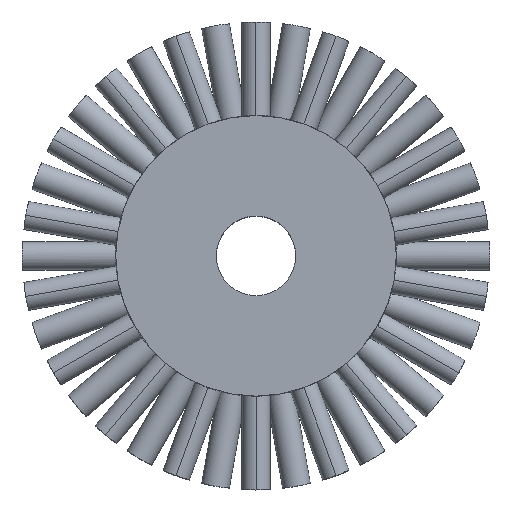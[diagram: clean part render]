
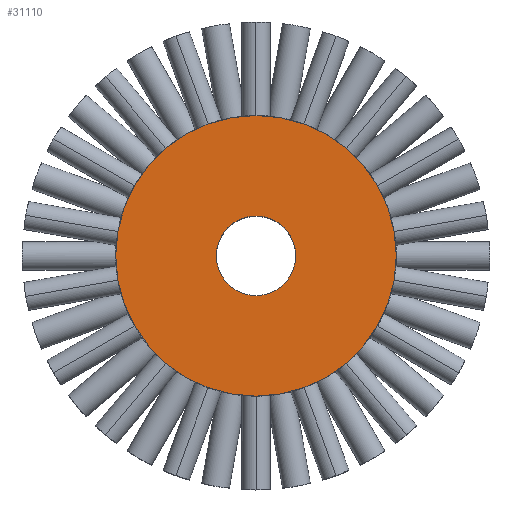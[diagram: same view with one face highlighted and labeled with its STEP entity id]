
A CAD part, top view. The second image highlights one B-rep face of the part: STEP entity #31110.
In plain terms, the highlighted planar face has unit normal (0, 0, 1).
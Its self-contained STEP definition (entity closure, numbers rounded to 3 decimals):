
#100 = DIRECTION ( 'NONE',  ( 1., 0., 0. ) ) ;
#1456 = DIRECTION ( 'NONE',  ( 0., 0., 1. ) ) ;
#2143 = ORIENTED_EDGE ( 'NONE', *, *, #4570, .F. ) ;
#2493 = CARTESIAN_POINT ( 'NONE',  ( -4.25, 0., 11.5 ) ) ;
#2638 = CARTESIAN_POINT ( 'NONE',  ( 0., 0., 11.5 ) ) ;
#3211 = CARTESIAN_POINT ( 'NONE',  ( 0., 0., 11.5 ) ) ;
#3495 = DIRECTION ( 'NONE',  ( 1., 0., 0. ) ) ;
#4260 = CIRCLE ( 'NONE', #30982, 4.25 ) ;
#4566 = VERTEX_POINT ( 'NONE', #27791 ) ;
#4570 = EDGE_CURVE ( 'NONE', #33729, #22862, #30524, .T. ) ;
#5757 = DIRECTION ( 'NONE',  ( 0., 0., 1. ) ) ;
#7079 = AXIS2_PLACEMENT_3D ( 'NONE', #36331, #9908, #3495 ) ;
#8336 = ORIENTED_EDGE ( 'NONE', *, *, #34575, .T. ) ;
#9016 = CARTESIAN_POINT ( 'NONE',  ( 0., 0., 11.5 ) ) ;
#9908 = DIRECTION ( 'NONE',  ( 0., 0., 1. ) ) ;
#13036 = DIRECTION ( 'NONE',  ( 1., 0., 0. ) ) ;
#13922 = PLANE ( 'NONE',  #17302 ) ;
#15652 = CARTESIAN_POINT ( 'NONE',  ( 0., 0., 11.5 ) ) ;
#15968 = CIRCLE ( 'NONE', #21573, 15. ) ;
#16399 = CARTESIAN_POINT ( 'NONE',  ( 4.25, 0., 11.5 ) ) ;
#16870 = FACE_BOUND ( 'NONE', #30793, .T. ) ;
#17302 = AXIS2_PLACEMENT_3D ( 'NONE', #2638, #5757, #37998 ) ;
#19247 = AXIS2_PLACEMENT_3D ( 'NONE', #9016, #33986, #13036 ) ;
#19778 = FACE_OUTER_BOUND ( 'NONE', #37858, .T. ) ;
#20385 = CARTESIAN_POINT ( 'NONE',  ( 15., 0., 11.5 ) ) ;
#21573 = AXIS2_PLACEMENT_3D ( 'NONE', #15652, #1456, #33498 ) ;
#22862 = VERTEX_POINT ( 'NONE', #2493 ) ;
#24285 = EDGE_CURVE ( 'NONE', #26039, #4566, #15968, .T. ) ;
#26039 = VERTEX_POINT ( 'NONE', #20385 ) ;
#26737 = DIRECTION ( 'NONE',  ( 0., 0., 1. ) ) ;
#27791 = CARTESIAN_POINT ( 'NONE',  ( -15., 0., 11.5 ) ) ;
#30524 = CIRCLE ( 'NONE', #7079, 4.25 ) ;
#30793 = EDGE_LOOP ( 'NONE', ( #33490, #2143 ) ) ;
#30982 = AXIS2_PLACEMENT_3D ( 'NONE', #3211, #26737, #100 ) ;
#31110 = ADVANCED_FACE ( 'NONE', ( #19778, #16870 ), #13922, .T. ) ;
#32403 = EDGE_CURVE ( 'NONE', #22862, #33729, #4260, .T. ) ;
#33490 = ORIENTED_EDGE ( 'NONE', *, *, #32403, .F. ) ;
#33498 = DIRECTION ( 'NONE',  ( 1., 0., 0. ) ) ;
#33729 = VERTEX_POINT ( 'NONE', #16399 ) ;
#33986 = DIRECTION ( 'NONE',  ( 0., 0., 1. ) ) ;
#34575 = EDGE_CURVE ( 'NONE', #4566, #26039, #35945, .T. ) ;
#35945 = CIRCLE ( 'NONE', #19247, 15. ) ;
#36331 = CARTESIAN_POINT ( 'NONE',  ( 0., 0., 11.5 ) ) ;
#36905 = ORIENTED_EDGE ( 'NONE', *, *, #24285, .T. ) ;
#37858 = EDGE_LOOP ( 'NONE', ( #8336, #36905 ) ) ;
#37998 = DIRECTION ( 'NONE',  ( 1., 0., 0. ) ) ;
